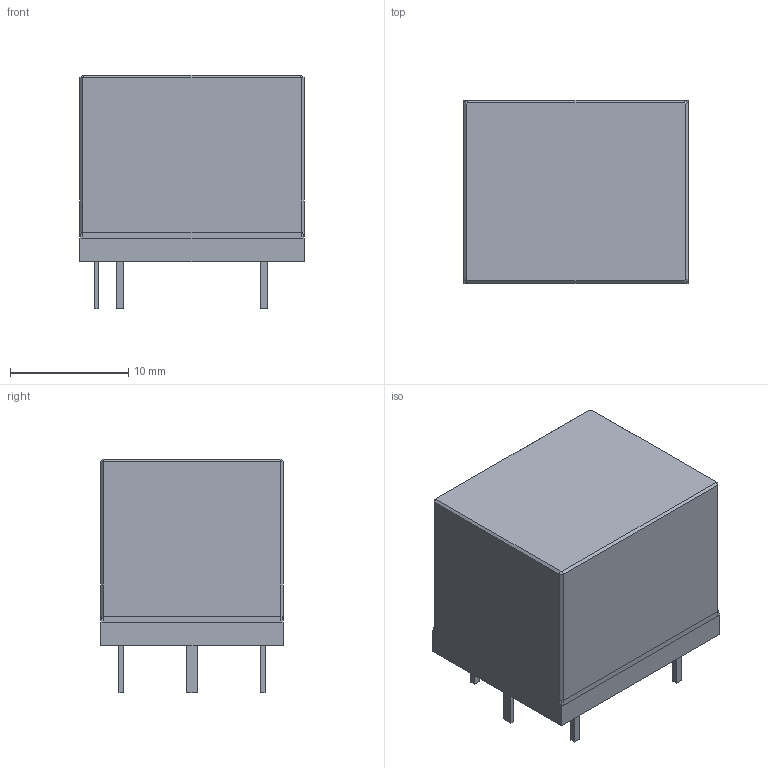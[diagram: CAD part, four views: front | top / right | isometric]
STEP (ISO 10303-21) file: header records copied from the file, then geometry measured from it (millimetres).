
FILE_DESCRIPTION(('FreeCAD Model'),'2;1');
FILE_NAME('Part_cp.step','2021-06-24T11:49:56',('kicad StepUp'),('ksu MCAD'), 'Open CASCADE STEP processor 7.4','FreeCAD','Unknown');
FILE_SCHEMA(('AUTOMOTIVE_DESIGN { 1 0 10303 214 1 1 1 1 }'));
Length unit declared in the file: millimetre
Products named in the file (1): Part_cp
Bounding box: 19 x 15.5 x 19.8 mm (x, y, z)
Volume: 4782.2 mm3; surface area: 2251 mm2
Topology: 2 solids, 2 shells, 65 faces, 148 edges, 92 vertices
Faces by surface type: plane 57, bspline 8
Entity records: 2236 total; most frequent: CARTESIAN_POINT 342, ORIENTED_EDGE 296, DIRECTION 252, EDGE_CURVE 148, LINE 136, VECTOR 136, VERTEX_POINT 92, FACE_BOUND 70
